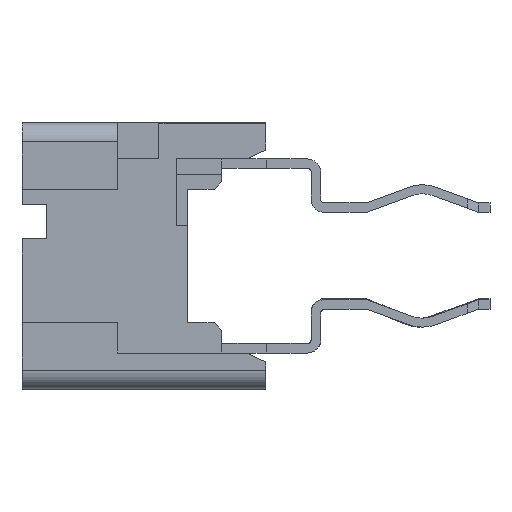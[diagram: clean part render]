
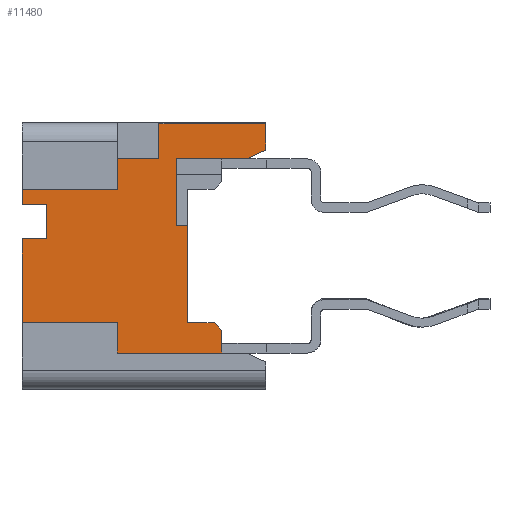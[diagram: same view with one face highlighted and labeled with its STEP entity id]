
A CAD part, left-side view. The second image highlights one B-rep face of the part: STEP entity #11480.
In plain terms, the highlighted planar face has unit normal (-1, 0, 0).
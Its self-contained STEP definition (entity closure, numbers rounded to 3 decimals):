
#27=DIRECTION('',(0.,0.,-1.));
#28=VECTOR('',#27,0.694);
#29=CARTESIAN_POINT('',(-7.255,0.,3.477));
#30=LINE('',#29,#28);
#89=DIRECTION('',(0.,1.,0.));
#90=VECTOR('',#89,0.7);
#91=CARTESIAN_POINT('',(-7.255,1.35,-1.75));
#92=LINE('',#91,#90);
#177=DIRECTION('',(0.,0.,1.));
#178=VECTOR('',#177,0.927);
#179=CARTESIAN_POINT('',(-7.255,2.8,2.55));
#180=LINE('',#179,#178);
#181=DIRECTION('',(0.,-1.,0.));
#182=VECTOR('',#181,2.8);
#183=CARTESIAN_POINT('',(-7.255,2.8,3.477));
#184=LINE('',#183,#182);
#185=DIRECTION('',(0.,0.,-1.));
#186=VECTOR('',#185,1.75);
#187=CARTESIAN_POINT('',(-7.255,2.35,2.55));
#188=LINE('',#187,#186);
#189=DIRECTION('',(0.,1.,0.));
#190=VECTOR('',#189,0.3);
#191=CARTESIAN_POINT('',(-7.255,2.05,0.8));
#192=LINE('',#191,#190);
#193=DIRECTION('',(0.,0.,-1.));
#194=VECTOR('',#193,2.55);
#195=CARTESIAN_POINT('',(-7.255,2.05,0.8));
#196=LINE('',#195,#194);
#197=DIRECTION('',(0.,-1.,0.));
#198=VECTOR('',#197,2.75);
#199=CARTESIAN_POINT('',(-7.255,3.9,-2.55));
#200=LINE('',#199,#198);
#201=DIRECTION('',(0.,0.,-1.));
#202=VECTOR('',#201,0.8);
#203=CARTESIAN_POINT('',(-7.255,3.9,-1.75));
#204=LINE('',#203,#202);
#205=DIRECTION('',(0.,1.,0.));
#206=VECTOR('',#205,2.5);
#207=CARTESIAN_POINT('',(-7.255,3.9,-1.75));
#208=LINE('',#207,#206);
#209=DIRECTION('',(0.,-1.,0.));
#210=VECTOR('',#209,0.65);
#211=CARTESIAN_POINT('',(-7.255,6.4,0.45));
#212=LINE('',#211,#210);
#213=DIRECTION('',(0.,0.,-1.));
#214=VECTOR('',#213,0.9);
#215=CARTESIAN_POINT('',(-7.255,5.75,1.35));
#216=LINE('',#215,#214);
#217=DIRECTION('',(0.,-1.,0.));
#218=VECTOR('',#217,0.65);
#219=CARTESIAN_POINT('',(-7.255,6.4,1.35));
#220=LINE('',#219,#218);
#221=DIRECTION('',(0.,-1.,0.));
#222=VECTOR('',#221,1.1);
#223=CARTESIAN_POINT('',(-7.255,3.9,2.55));
#224=LINE('',#223,#222);
#264=DIRECTION('',(0.,0.,-1.));
#265=VECTOR('',#264,0.8);
#266=CARTESIAN_POINT('',(-7.255,3.9,2.55));
#267=LINE('',#266,#265);
#512=DIRECTION('',(0.,0.,-1.));
#513=VECTOR('',#512,0.6);
#514=CARTESIAN_POINT('',(-7.255,1.15,-1.95));
#515=LINE('',#514,#513);
#644=DIRECTION('',(0.,-0.707,-0.707));
#645=VECTOR('',#644,0.283);
#646=CARTESIAN_POINT('',(-7.255,1.35,-1.75));
#647=LINE('',#646,#645);
#1967=DIRECTION('',(0.,1.,0.));
#1968=VECTOR('',#1967,2.5);
#1969=CARTESIAN_POINT('',(-7.255,3.9,1.75));
#1970=LINE('',#1969,#1968);
#2115=DIRECTION('',(0.,1.,0.));
#2116=VECTOR('',#2115,1.85);
#2117=CARTESIAN_POINT('',(-7.255,0.5,2.55));
#2118=LINE('',#2117,#2116);
#2901=DIRECTION('',(0.,0.906,-0.423));
#2902=VECTOR('',#2901,0.552);
#2903=CARTESIAN_POINT('',(-7.255,0.,2.783));
#2904=LINE('',#2903,#2902);
#2945=DIRECTION('',(0.,0.,1.));
#2946=VECTOR('',#2945,2.2);
#2947=CARTESIAN_POINT('',(-7.255,6.4,-1.75));
#2948=LINE('',#2947,#2946);
#3037=DIRECTION('',(0.,0.,1.));
#3038=VECTOR('',#3037,0.4);
#3039=CARTESIAN_POINT('',(-7.255,6.4,1.35));
#3040=LINE('',#3039,#3038);
#8555=CARTESIAN_POINT('',(-7.255,6.4,-1.75));
#8556=VERTEX_POINT('',#8555);
#8557=CARTESIAN_POINT('',(-7.255,6.4,1.75));
#8559=VERTEX_POINT('',#8557);
#8579=CARTESIAN_POINT('',(-7.255,6.4,0.45));
#8581=VERTEX_POINT('',#8579);
#8583=CARTESIAN_POINT('',(-7.255,6.4,1.35));
#8584=CARTESIAN_POINT('',(-7.255,5.75,1.35));
#8585=VERTEX_POINT('',#8583);
#8586=VERTEX_POINT('',#8584);
#8587=CARTESIAN_POINT('',(-7.255,5.75,0.45));
#8588=VERTEX_POINT('',#8587);
#8701=CARTESIAN_POINT('',(-7.255,3.9,-1.75));
#8702=VERTEX_POINT('',#8701);
#8703=CARTESIAN_POINT('',(-7.255,3.9,-2.55));
#8704=VERTEX_POINT('',#8703);
#8837=CARTESIAN_POINT('',(-7.255,2.05,0.8));
#8838=CARTESIAN_POINT('',(-7.255,2.05,-1.75));
#8839=VERTEX_POINT('',#8837);
#8840=VERTEX_POINT('',#8838);
#9099=CARTESIAN_POINT('',(-7.255,0.,3.477));
#9100=CARTESIAN_POINT('',(-7.255,0.,2.783));
#9101=VERTEX_POINT('',#9099);
#9102=VERTEX_POINT('',#9100);
#9131=CARTESIAN_POINT('',(-7.255,2.35,0.8));
#9132=VERTEX_POINT('',#9131);
#9139=CARTESIAN_POINT('',(-7.255,1.35,-1.75));
#9140=VERTEX_POINT('',#9139);
#9141=CARTESIAN_POINT('',(-7.255,1.15,-1.95));
#9142=VERTEX_POINT('',#9141);
#9143=CARTESIAN_POINT('',(-7.255,1.15,-2.55));
#9144=VERTEX_POINT('',#9143);
#9233=CARTESIAN_POINT('',(-7.255,3.9,2.55));
#9234=VERTEX_POINT('',#9233);
#9235=CARTESIAN_POINT('',(-7.255,2.8,2.55));
#9236=VERTEX_POINT('',#9235);
#9238=CARTESIAN_POINT('',(-7.255,3.9,1.75));
#9240=VERTEX_POINT('',#9238);
#9241=CARTESIAN_POINT('',(-7.255,0.5,2.55));
#9242=VERTEX_POINT('',#9241);
#9243=CARTESIAN_POINT('',(-7.255,2.35,2.55));
#9244=VERTEX_POINT('',#9243);
#9245=CARTESIAN_POINT('',(-7.255,2.8,3.477));
#9246=VERTEX_POINT('',#9245);
#11433=CARTESIAN_POINT('',(-7.255,0.,-1.75));
#11434=DIRECTION('',(-1.,0.,0.));
#11435=DIRECTION('',(0.,0.,1.));
#11436=AXIS2_PLACEMENT_3D('',#11433,#11434,#11435);
#11437=PLANE('',#11436);
#11439=ORIENTED_EDGE('',*,*,#11438,.T.);
#11441=ORIENTED_EDGE('',*,*,#11440,.T.);
#11442=ORIENTED_EDGE('',*,*,#11256,.T.);
#11444=ORIENTED_EDGE('',*,*,#11443,.T.);
#11446=ORIENTED_EDGE('',*,*,#11445,.T.);
#11448=ORIENTED_EDGE('',*,*,#11447,.T.);
#11450=ORIENTED_EDGE('',*,*,#11449,.F.);
#11452=ORIENTED_EDGE('',*,*,#11451,.T.);
#11453=ORIENTED_EDGE('',*,*,#11346,.F.);
#11455=ORIENTED_EDGE('',*,*,#11454,.T.);
#11457=ORIENTED_EDGE('',*,*,#11456,.T.);
#11459=ORIENTED_EDGE('',*,*,#11458,.F.);
#11460=ORIENTED_EDGE('',*,*,#11300,.F.);
#11461=ORIENTED_EDGE('',*,*,#11312,.T.);
#11463=ORIENTED_EDGE('',*,*,#11462,.T.);
#11465=ORIENTED_EDGE('',*,*,#11464,.T.);
#11467=ORIENTED_EDGE('',*,*,#11466,.F.);
#11469=ORIENTED_EDGE('',*,*,#11468,.F.);
#11471=ORIENTED_EDGE('',*,*,#11470,.T.);
#11473=ORIENTED_EDGE('',*,*,#11472,.F.);
#11475=ORIENTED_EDGE('',*,*,#11474,.F.);
#11477=ORIENTED_EDGE('',*,*,#11476,.T.);
#11478=EDGE_LOOP('',(#11439,#11441,#11442,#11444,#11446,#11448,#11450,#11452,
#11453,#11455,#11457,#11459,#11460,#11461,#11463,#11465,#11467,#11469,#11471,
#11473,#11475,#11477));
#11479=FACE_OUTER_BOUND('',#11478,.F.);
#11480=ADVANCED_FACE('',(#11479),#11437,.T.);
#11256=EDGE_CURVE('',#9101,#9102,#30,.T.);
#11300=EDGE_CURVE('',#8702,#8704,#204,.T.);
#11312=EDGE_CURVE('',#8702,#8556,#208,.T.);
#11346=EDGE_CURVE('',#9140,#8840,#92,.T.);
#11438=EDGE_CURVE('',#9236,#9246,#180,.T.);
#11440=EDGE_CURVE('',#9246,#9101,#184,.T.);
#11443=EDGE_CURVE('',#9102,#9242,#2904,.T.);
#11445=EDGE_CURVE('',#9242,#9244,#2118,.T.);
#11447=EDGE_CURVE('',#9244,#9132,#188,.T.);
#11449=EDGE_CURVE('',#8839,#9132,#192,.T.);
#11451=EDGE_CURVE('',#8839,#8840,#196,.T.);
#11454=EDGE_CURVE('',#9140,#9142,#647,.T.);
#11456=EDGE_CURVE('',#9142,#9144,#515,.T.);
#11458=EDGE_CURVE('',#8704,#9144,#200,.T.);
#11462=EDGE_CURVE('',#8556,#8581,#2948,.T.);
#11464=EDGE_CURVE('',#8581,#8588,#212,.T.);
#11466=EDGE_CURVE('',#8586,#8588,#216,.T.);
#11468=EDGE_CURVE('',#8585,#8586,#220,.T.);
#11470=EDGE_CURVE('',#8585,#8559,#3040,.T.);
#11472=EDGE_CURVE('',#9240,#8559,#1970,.T.);
#11474=EDGE_CURVE('',#9234,#9240,#267,.T.);
#11476=EDGE_CURVE('',#9234,#9236,#224,.T.);
